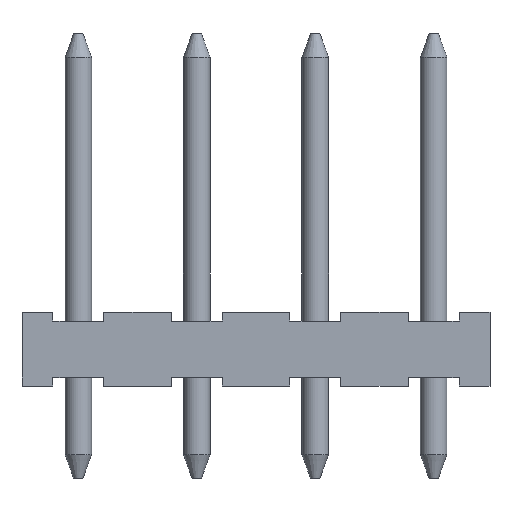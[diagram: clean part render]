
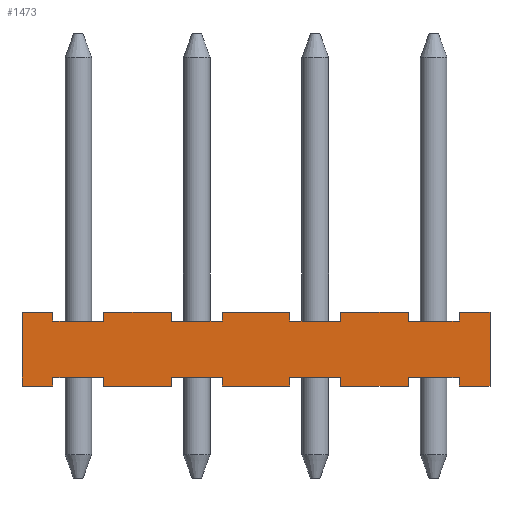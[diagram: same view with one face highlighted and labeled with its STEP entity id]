
A CAD part, top view. The second image highlights one B-rep face of the part: STEP entity #1473.
In plain terms, the highlighted planar face has unit normal (0, 0, 1).
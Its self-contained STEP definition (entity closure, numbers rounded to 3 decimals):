
#5=DIRECTION('',(-1.,0.,0.));
#6=VECTOR('',#5,2.9);
#7=CARTESIAN_POINT('',(-3.63,1.585,3.175));
#8=LINE('',#7,#6);
#21=DIRECTION('',(-1.,0.,0.));
#22=VECTOR('',#21,2.9);
#23=CARTESIAN_POINT('',(1.45,1.585,3.175));
#24=LINE('',#23,#22);
#37=DIRECTION('',(-1.,0.,0.));
#38=VECTOR('',#37,2.9);
#39=CARTESIAN_POINT('',(6.53,1.585,3.175));
#40=LINE('',#39,#38);
#61=DIRECTION('',(-1.,0.,0.));
#62=VECTOR('',#61,1.325);
#63=CARTESIAN_POINT('',(10.035,1.585,3.175));
#64=LINE('',#63,#62);
#105=DIRECTION('',(-1.,0.,0.));
#106=VECTOR('',#105,1.325);
#107=CARTESIAN_POINT('',(-8.71,1.585,3.175));
#108=LINE('',#107,#106);
#231=DIRECTION('',(0.,-1.,0.));
#232=VECTOR('',#231,0.38);
#233=CARTESIAN_POINT('',(6.53,1.585,3.175));
#234=LINE('',#233,#232);
#235=DIRECTION('',(1.,0.,0.));
#236=VECTOR('',#235,2.18);
#237=CARTESIAN_POINT('',(6.53,1.205,3.175));
#238=LINE('',#237,#236);
#239=DIRECTION('',(0.,-1.,0.));
#240=VECTOR('',#239,0.38);
#241=CARTESIAN_POINT('',(8.71,1.585,3.175));
#242=LINE('',#241,#240);
#243=DIRECTION('',(0.,-1.,0.));
#244=VECTOR('',#243,3.17);
#245=CARTESIAN_POINT('',(10.035,1.585,3.175));
#246=LINE('',#245,#244);
#247=DIRECTION('',(0.,1.,0.));
#248=VECTOR('',#247,0.38);
#249=CARTESIAN_POINT('',(8.71,-1.585,3.175));
#250=LINE('',#249,#248);
#251=DIRECTION('',(-1.,0.,0.));
#252=VECTOR('',#251,2.18);
#253=CARTESIAN_POINT('',(8.71,-1.205,3.175));
#254=LINE('',#253,#252);
#255=DIRECTION('',(0.,1.,0.));
#256=VECTOR('',#255,0.38);
#257=CARTESIAN_POINT('',(6.53,-1.585,3.175));
#258=LINE('',#257,#256);
#259=DIRECTION('',(0.,1.,0.));
#260=VECTOR('',#259,0.38);
#261=CARTESIAN_POINT('',(3.63,-1.585,3.175));
#262=LINE('',#261,#260);
#263=DIRECTION('',(-1.,0.,0.));
#264=VECTOR('',#263,2.18);
#265=CARTESIAN_POINT('',(3.63,-1.205,3.175));
#266=LINE('',#265,#264);
#267=DIRECTION('',(0.,1.,0.));
#268=VECTOR('',#267,0.38);
#269=CARTESIAN_POINT('',(1.45,-1.585,3.175));
#270=LINE('',#269,#268);
#271=DIRECTION('',(0.,1.,0.));
#272=VECTOR('',#271,0.38);
#273=CARTESIAN_POINT('',(-1.45,-1.585,3.175));
#274=LINE('',#273,#272);
#275=DIRECTION('',(-1.,0.,0.));
#276=VECTOR('',#275,2.18);
#277=CARTESIAN_POINT('',(-1.45,-1.205,3.175));
#278=LINE('',#277,#276);
#279=DIRECTION('',(0.,1.,0.));
#280=VECTOR('',#279,0.38);
#281=CARTESIAN_POINT('',(-3.63,-1.585,3.175));
#282=LINE('',#281,#280);
#283=DIRECTION('',(0.,1.,0.));
#284=VECTOR('',#283,0.38);
#285=CARTESIAN_POINT('',(-6.53,-1.585,3.175));
#286=LINE('',#285,#284);
#287=DIRECTION('',(-1.,0.,0.));
#288=VECTOR('',#287,2.18);
#289=CARTESIAN_POINT('',(-6.53,-1.205,3.175));
#290=LINE('',#289,#288);
#291=DIRECTION('',(0.,1.,0.));
#292=VECTOR('',#291,0.38);
#293=CARTESIAN_POINT('',(-8.71,-1.585,3.175));
#294=LINE('',#293,#292);
#295=DIRECTION('',(0.,-1.,0.));
#296=VECTOR('',#295,0.38);
#297=CARTESIAN_POINT('',(-8.71,1.585,3.175));
#298=LINE('',#297,#296);
#299=DIRECTION('',(1.,0.,0.));
#300=VECTOR('',#299,2.18);
#301=CARTESIAN_POINT('',(-8.71,1.205,3.175));
#302=LINE('',#301,#300);
#303=DIRECTION('',(0.,-1.,0.));
#304=VECTOR('',#303,0.38);
#305=CARTESIAN_POINT('',(-6.53,1.585,3.175));
#306=LINE('',#305,#304);
#307=DIRECTION('',(0.,-1.,0.));
#308=VECTOR('',#307,0.38);
#309=CARTESIAN_POINT('',(-3.63,1.585,3.175));
#310=LINE('',#309,#308);
#311=DIRECTION('',(1.,0.,0.));
#312=VECTOR('',#311,2.18);
#313=CARTESIAN_POINT('',(-3.63,1.205,3.175));
#314=LINE('',#313,#312);
#315=DIRECTION('',(0.,-1.,0.));
#316=VECTOR('',#315,0.38);
#317=CARTESIAN_POINT('',(-1.45,1.585,3.175));
#318=LINE('',#317,#316);
#319=DIRECTION('',(0.,-1.,0.));
#320=VECTOR('',#319,0.38);
#321=CARTESIAN_POINT('',(1.45,1.585,3.175));
#322=LINE('',#321,#320);
#323=DIRECTION('',(1.,0.,0.));
#324=VECTOR('',#323,2.18);
#325=CARTESIAN_POINT('',(1.45,1.205,3.175));
#326=LINE('',#325,#324);
#327=DIRECTION('',(0.,-1.,0.));
#328=VECTOR('',#327,0.38);
#329=CARTESIAN_POINT('',(3.63,1.585,3.175));
#330=LINE('',#329,#328);
#347=DIRECTION('',(-1.,0.,0.));
#348=VECTOR('',#347,2.9);
#349=CARTESIAN_POINT('',(-3.63,-1.585,3.175));
#350=LINE('',#349,#348);
#363=DIRECTION('',(-1.,0.,0.));
#364=VECTOR('',#363,2.9);
#365=CARTESIAN_POINT('',(1.45,-1.585,3.175));
#366=LINE('',#365,#364);
#379=DIRECTION('',(-1.,0.,0.));
#380=VECTOR('',#379,2.9);
#381=CARTESIAN_POINT('',(6.53,-1.585,3.175));
#382=LINE('',#381,#380);
#387=DIRECTION('',(-1.,0.,0.));
#388=VECTOR('',#387,1.325);
#389=CARTESIAN_POINT('',(10.035,-1.585,3.175));
#390=LINE('',#389,#388);
#423=DIRECTION('',(-1.,0.,0.));
#424=VECTOR('',#423,1.325);
#425=CARTESIAN_POINT('',(-8.71,-1.585,3.175));
#426=LINE('',#425,#424);
#881=DIRECTION('',(0.,-1.,0.));
#882=VECTOR('',#881,3.17);
#883=CARTESIAN_POINT('',(-10.035,1.585,3.175));
#884=LINE('',#883,#882);
#898=CARTESIAN_POINT('',(10.035,1.585,3.175));
#900=VERTEX_POINT('',#898);
#902=CARTESIAN_POINT('',(10.035,-1.585,3.175));
#904=VERTEX_POINT('',#902);
#905=CARTESIAN_POINT('',(-10.035,1.585,3.175));
#906=CARTESIAN_POINT('',(-10.035,-1.585,3.175));
#907=VERTEX_POINT('',#905);
#908=VERTEX_POINT('',#906);
#914=CARTESIAN_POINT('',(-8.71,1.585,3.175));
#916=VERTEX_POINT('',#914);
#918=CARTESIAN_POINT('',(-6.53,1.585,3.175));
#920=VERTEX_POINT('',#918);
#922=CARTESIAN_POINT('',(-8.71,-1.585,3.175));
#924=VERTEX_POINT('',#922);
#926=CARTESIAN_POINT('',(-6.53,-1.585,3.175));
#928=VERTEX_POINT('',#926);
#937=CARTESIAN_POINT('',(-8.71,1.205,3.175));
#938=VERTEX_POINT('',#937);
#939=CARTESIAN_POINT('',(-6.53,1.205,3.175));
#940=VERTEX_POINT('',#939);
#941=CARTESIAN_POINT('',(-8.71,-1.205,3.175));
#942=VERTEX_POINT('',#941);
#943=CARTESIAN_POINT('',(-6.53,-1.205,3.175));
#944=VERTEX_POINT('',#943);
#946=CARTESIAN_POINT('',(-3.63,1.585,3.175));
#948=VERTEX_POINT('',#946);
#950=CARTESIAN_POINT('',(-1.45,1.585,3.175));
#952=VERTEX_POINT('',#950);
#954=CARTESIAN_POINT('',(-3.63,-1.585,3.175));
#956=VERTEX_POINT('',#954);
#958=CARTESIAN_POINT('',(-1.45,-1.585,3.175));
#960=VERTEX_POINT('',#958);
#969=CARTESIAN_POINT('',(-3.63,1.205,3.175));
#970=VERTEX_POINT('',#969);
#971=CARTESIAN_POINT('',(-1.45,1.205,3.175));
#972=VERTEX_POINT('',#971);
#973=CARTESIAN_POINT('',(-3.63,-1.205,3.175));
#974=VERTEX_POINT('',#973);
#975=CARTESIAN_POINT('',(-1.45,-1.205,3.175));
#976=VERTEX_POINT('',#975);
#978=CARTESIAN_POINT('',(1.45,1.585,3.175));
#980=VERTEX_POINT('',#978);
#982=CARTESIAN_POINT('',(3.63,1.585,3.175));
#984=VERTEX_POINT('',#982);
#986=CARTESIAN_POINT('',(1.45,-1.585,3.175));
#988=VERTEX_POINT('',#986);
#990=CARTESIAN_POINT('',(3.63,-1.585,3.175));
#992=VERTEX_POINT('',#990);
#1001=CARTESIAN_POINT('',(1.45,1.205,3.175));
#1002=VERTEX_POINT('',#1001);
#1003=CARTESIAN_POINT('',(3.63,1.205,3.175));
#1004=VERTEX_POINT('',#1003);
#1005=CARTESIAN_POINT('',(1.45,-1.205,3.175));
#1006=VERTEX_POINT('',#1005);
#1007=CARTESIAN_POINT('',(3.63,-1.205,3.175));
#1008=VERTEX_POINT('',#1007);
#1010=CARTESIAN_POINT('',(6.53,1.585,3.175));
#1012=VERTEX_POINT('',#1010);
#1014=CARTESIAN_POINT('',(8.71,1.585,3.175));
#1016=VERTEX_POINT('',#1014);
#1018=CARTESIAN_POINT('',(6.53,-1.585,3.175));
#1020=VERTEX_POINT('',#1018);
#1022=CARTESIAN_POINT('',(8.71,-1.585,3.175));
#1024=VERTEX_POINT('',#1022);
#1033=CARTESIAN_POINT('',(6.53,1.205,3.175));
#1034=VERTEX_POINT('',#1033);
#1035=CARTESIAN_POINT('',(8.71,1.205,3.175));
#1036=VERTEX_POINT('',#1035);
#1037=CARTESIAN_POINT('',(6.53,-1.205,3.175));
#1038=VERTEX_POINT('',#1037);
#1039=CARTESIAN_POINT('',(8.71,-1.205,3.175));
#1040=VERTEX_POINT('',#1039);
#1403=CARTESIAN_POINT('',(10.035,1.585,3.175));
#1404=DIRECTION('',(0.,0.,1.));
#1405=DIRECTION('',(-1.,0.,0.));
#1406=AXIS2_PLACEMENT_3D('',#1403,#1404,#1405);
#1407=PLANE('',#1406);
#1408=ORIENTED_EDGE('',*,*,#1365,.T.);
#1409=ORIENTED_EDGE('',*,*,#1378,.T.);
#1410=ORIENTED_EDGE('',*,*,#1396,.F.);
#1411=ORIENTED_EDGE('',*,*,#1238,.F.);
#1413=ORIENTED_EDGE('',*,*,#1412,.T.);
#1415=ORIENTED_EDGE('',*,*,#1414,.T.);
#1417=ORIENTED_EDGE('',*,*,#1416,.T.);
#1419=ORIENTED_EDGE('',*,*,#1418,.T.);
#1421=ORIENTED_EDGE('',*,*,#1420,.F.);
#1423=ORIENTED_EDGE('',*,*,#1422,.T.);
#1425=ORIENTED_EDGE('',*,*,#1424,.T.);
#1427=ORIENTED_EDGE('',*,*,#1426,.T.);
#1429=ORIENTED_EDGE('',*,*,#1428,.F.);
#1431=ORIENTED_EDGE('',*,*,#1430,.T.);
#1433=ORIENTED_EDGE('',*,*,#1432,.T.);
#1435=ORIENTED_EDGE('',*,*,#1434,.T.);
#1437=ORIENTED_EDGE('',*,*,#1436,.F.);
#1439=ORIENTED_EDGE('',*,*,#1438,.T.);
#1441=ORIENTED_EDGE('',*,*,#1440,.T.);
#1443=ORIENTED_EDGE('',*,*,#1442,.T.);
#1445=ORIENTED_EDGE('',*,*,#1444,.F.);
#1447=ORIENTED_EDGE('',*,*,#1446,.T.);
#1449=ORIENTED_EDGE('',*,*,#1448,.F.);
#1450=ORIENTED_EDGE('',*,*,#1260,.F.);
#1452=ORIENTED_EDGE('',*,*,#1451,.T.);
#1454=ORIENTED_EDGE('',*,*,#1453,.T.);
#1456=ORIENTED_EDGE('',*,*,#1455,.F.);
#1457=ORIENTED_EDGE('',*,*,#1176,.F.);
#1458=ORIENTED_EDGE('',*,*,#1277,.T.);
#1460=ORIENTED_EDGE('',*,*,#1459,.T.);
#1462=ORIENTED_EDGE('',*,*,#1461,.F.);
#1463=ORIENTED_EDGE('',*,*,#1202,.F.);
#1465=ORIENTED_EDGE('',*,*,#1464,.T.);
#1467=ORIENTED_EDGE('',*,*,#1466,.T.);
#1469=ORIENTED_EDGE('',*,*,#1468,.F.);
#1470=ORIENTED_EDGE('',*,*,#1218,.F.);
#1471=EDGE_LOOP('',(#1408,#1409,#1410,#1411,#1413,#1415,#1417,#1419,#1421,#1423,
#1425,#1427,#1429,#1431,#1433,#1435,#1437,#1439,#1441,#1443,#1445,#1447,#1449,
#1450,#1452,#1454,#1456,#1457,#1458,#1460,#1462,#1463,#1465,#1467,#1469,#1470));
#1472=FACE_OUTER_BOUND('',#1471,.F.);
#1473=ADVANCED_FACE('',(#1472),#1407,.T.);
#1176=EDGE_CURVE('',#948,#920,#8,.T.);
#1202=EDGE_CURVE('',#980,#952,#24,.T.);
#1218=EDGE_CURVE('',#1012,#984,#40,.T.);
#1238=EDGE_CURVE('',#900,#1016,#64,.T.);
#1260=EDGE_CURVE('',#916,#907,#108,.T.);
#1277=EDGE_CURVE('',#948,#970,#310,.T.);
#1365=EDGE_CURVE('',#1012,#1034,#234,.T.);
#1378=EDGE_CURVE('',#1034,#1036,#238,.T.);
#1396=EDGE_CURVE('',#1016,#1036,#242,.T.);
#1412=EDGE_CURVE('',#900,#904,#246,.T.);
#1414=EDGE_CURVE('',#904,#1024,#390,.T.);
#1416=EDGE_CURVE('',#1024,#1040,#250,.T.);
#1418=EDGE_CURVE('',#1040,#1038,#254,.T.);
#1420=EDGE_CURVE('',#1020,#1038,#258,.T.);
#1422=EDGE_CURVE('',#1020,#992,#382,.T.);
#1424=EDGE_CURVE('',#992,#1008,#262,.T.);
#1426=EDGE_CURVE('',#1008,#1006,#266,.T.);
#1428=EDGE_CURVE('',#988,#1006,#270,.T.);
#1430=EDGE_CURVE('',#988,#960,#366,.T.);
#1432=EDGE_CURVE('',#960,#976,#274,.T.);
#1434=EDGE_CURVE('',#976,#974,#278,.T.);
#1436=EDGE_CURVE('',#956,#974,#282,.T.);
#1438=EDGE_CURVE('',#956,#928,#350,.T.);
#1440=EDGE_CURVE('',#928,#944,#286,.T.);
#1442=EDGE_CURVE('',#944,#942,#290,.T.);
#1444=EDGE_CURVE('',#924,#942,#294,.T.);
#1446=EDGE_CURVE('',#924,#908,#426,.T.);
#1448=EDGE_CURVE('',#907,#908,#884,.T.);
#1451=EDGE_CURVE('',#916,#938,#298,.T.);
#1453=EDGE_CURVE('',#938,#940,#302,.T.);
#1455=EDGE_CURVE('',#920,#940,#306,.T.);
#1459=EDGE_CURVE('',#970,#972,#314,.T.);
#1461=EDGE_CURVE('',#952,#972,#318,.T.);
#1464=EDGE_CURVE('',#980,#1002,#322,.T.);
#1466=EDGE_CURVE('',#1002,#1004,#326,.T.);
#1468=EDGE_CURVE('',#984,#1004,#330,.T.);
